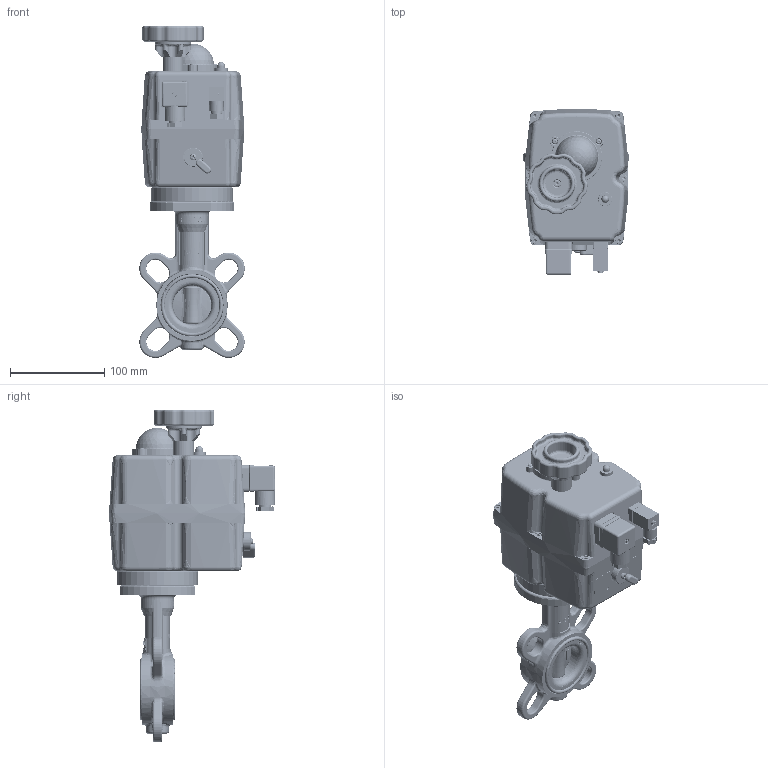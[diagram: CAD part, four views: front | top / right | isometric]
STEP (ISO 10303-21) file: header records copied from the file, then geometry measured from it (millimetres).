
FILE_DESCRIPTION (( 'STEP AP214' ), '1' );
FILE_NAME ('AK210-FERGO-DN40-Elektroschwenkantrieb-EL.STEP', '2022-09-01T13:57:35', ( '' ), ( '' ), 'SwSTEP 2.0', 'SolidWorks 2022', '' );
FILE_SCHEMA (( 'AUTOMOTIVE_DESIGN' ));
Length unit declared in the file: millimetre
Products named in the file (4): AK210-FERGO-DN40-Elektroschwenkantrieb-EL; J&J S-20+35; Flanschadapter 15mm; AK210 DN40
Assembly tree (3 placements, depth 2):
  AK210-FERGO-DN40-Elektroschwenkantrieb-EL
    Flanschadapter 15mm
    J&J S-20+35
    AK210 DN40
Bounding box: 111.73 x 176.14 x 351.89 mm (x, y, z)
Volume: 831992.9 mm3; surface area: 346607.9 mm2
Topology: 58 solids, 58 shells, 5645 faces, 13935 edges, 8483 vertices
Faces by surface type: cylinder 1766, plane 1396, cone 1140, torus 699, bspline 506, sphere 138
Entity records: 232737 total; most frequent: CARTESIAN_POINT 92720, DIRECTION 28810, ORIENTED_EDGE 27586, EDGE_CURVE 13793, AXIS2_PLACEMENT_3D 11708, VERTEX_POINT 8477, CIRCLE 6563, EDGE_LOOP 6048
